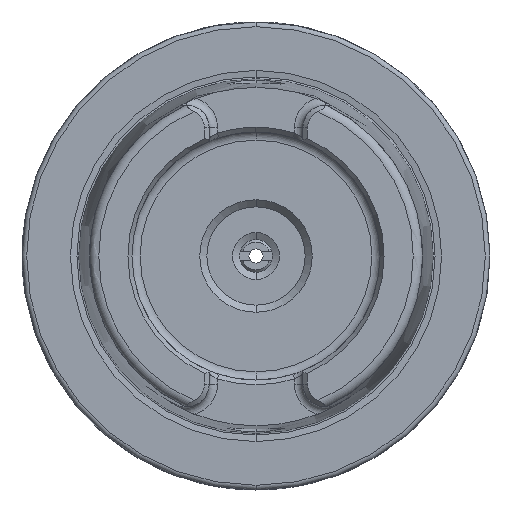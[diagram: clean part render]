
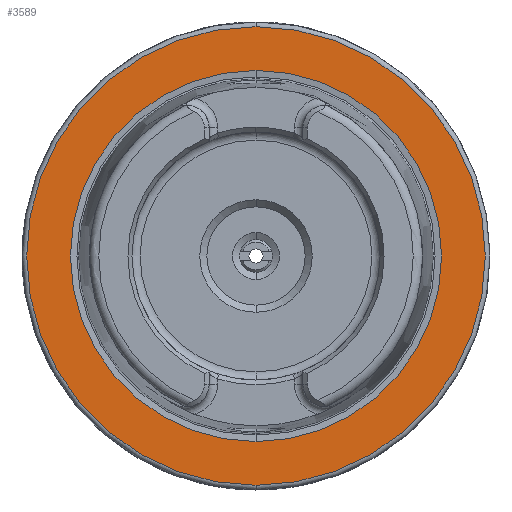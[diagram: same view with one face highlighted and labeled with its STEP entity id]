
A CAD part, left-side view. The second image highlights one B-rep face of the part: STEP entity #3589.
In plain terms, the highlighted planar face has unit normal (-1, 0, 0).
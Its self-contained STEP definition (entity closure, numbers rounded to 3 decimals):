
#1 = AXIS2_PLACEMENT_3D ( 'NONE', #309, #6355, #5200 ) ;
#13 = FACE_BOUND ( 'NONE', #173, .T. ) ;
#59 = CIRCLE ( 'NONE', #4287, 49. ) ;
#108 = EDGE_CURVE ( 'NONE', #5351, #2328, #806, .T. ) ;
#173 = EDGE_LOOP ( 'NONE', ( #3198, #1825 ) ) ;
#270 = CARTESIAN_POINT ( 'NONE',  ( 0., 0., -39.647 ) ) ;
#309 = CARTESIAN_POINT ( 'NONE',  ( 0., 0., 0. ) ) ;
#701 = CARTESIAN_POINT ( 'NONE',  ( 0., 0., 49. ) ) ;
#806 = CIRCLE ( 'NONE', #2999, 39.647 ) ;
#1017 = EDGE_CURVE ( 'NONE', #7055, #5904, #59, .T. ) ;
#1035 = AXIS2_PLACEMENT_3D ( 'NONE', #3124, #4830, #1256 ) ;
#1256 = DIRECTION ( 'NONE',  ( 0., 0., 1. ) ) ;
#1400 = ORIENTED_EDGE ( 'NONE', *, *, #4185, .F. ) ;
#1407 = ORIENTED_EDGE ( 'NONE', *, *, #1017, .F. ) ;
#1409 = DIRECTION ( 'NONE',  ( 0., 0., -1. ) ) ;
#1585 = CARTESIAN_POINT ( 'NONE',  ( 0., 0., -49. ) ) ;
#1825 = ORIENTED_EDGE ( 'NONE', *, *, #3372, .T. ) ;
#2328 = VERTEX_POINT ( 'NONE', #270 ) ;
#2595 = AXIS2_PLACEMENT_3D ( 'NONE', #6215, #4536, #1409 ) ;
#2748 = DIRECTION ( 'NONE',  ( 1., 0., 0. ) ) ;
#2999 = AXIS2_PLACEMENT_3D ( 'NONE', #4778, #7347, #3628 ) ;
#3002 = FACE_OUTER_BOUND ( 'NONE', #3971, .T. ) ;
#3124 = CARTESIAN_POINT ( 'NONE',  ( 0., 39.647, 0. ) ) ;
#3198 = ORIENTED_EDGE ( 'NONE', *, *, #108, .T. ) ;
#3372 = EDGE_CURVE ( 'NONE', #2328, #5351, #3477, .T. ) ;
#3477 = CIRCLE ( 'NONE', #1, 39.647 ) ;
#3589 = ADVANCED_FACE ( 'NONE', ( #13, #3002 ), #3714, .T. ) ;
#3628 = DIRECTION ( 'NONE',  ( 0., 0., -1. ) ) ;
#3714 = PLANE ( 'NONE',  #1035 ) ;
#3748 = CIRCLE ( 'NONE', #2595, 49. ) ;
#3971 = EDGE_LOOP ( 'NONE', ( #1407, #1400 ) ) ;
#4185 = EDGE_CURVE ( 'NONE', #5904, #7055, #3748, .T. ) ;
#4287 = AXIS2_PLACEMENT_3D ( 'NONE', #6342, #2748, #6897 ) ;
#4536 = DIRECTION ( 'NONE',  ( 1., 0., 0. ) ) ;
#4778 = CARTESIAN_POINT ( 'NONE',  ( 0., 0., 0. ) ) ;
#4830 = DIRECTION ( 'NONE',  ( -1., 0., 0. ) ) ;
#5200 = DIRECTION ( 'NONE',  ( 0., 0., -1. ) ) ;
#5351 = VERTEX_POINT ( 'NONE', #6888 ) ;
#5904 = VERTEX_POINT ( 'NONE', #701 ) ;
#6215 = CARTESIAN_POINT ( 'NONE',  ( 0., 0., 0. ) ) ;
#6342 = CARTESIAN_POINT ( 'NONE',  ( 0., 0., 0. ) ) ;
#6355 = DIRECTION ( 'NONE',  ( 1., 0., 0. ) ) ;
#6888 = CARTESIAN_POINT ( 'NONE',  ( 0., 0., 39.647 ) ) ;
#6897 = DIRECTION ( 'NONE',  ( 0., 0., -1. ) ) ;
#7055 = VERTEX_POINT ( 'NONE', #1585 ) ;
#7347 = DIRECTION ( 'NONE',  ( 1., 0., 0. ) ) ;
